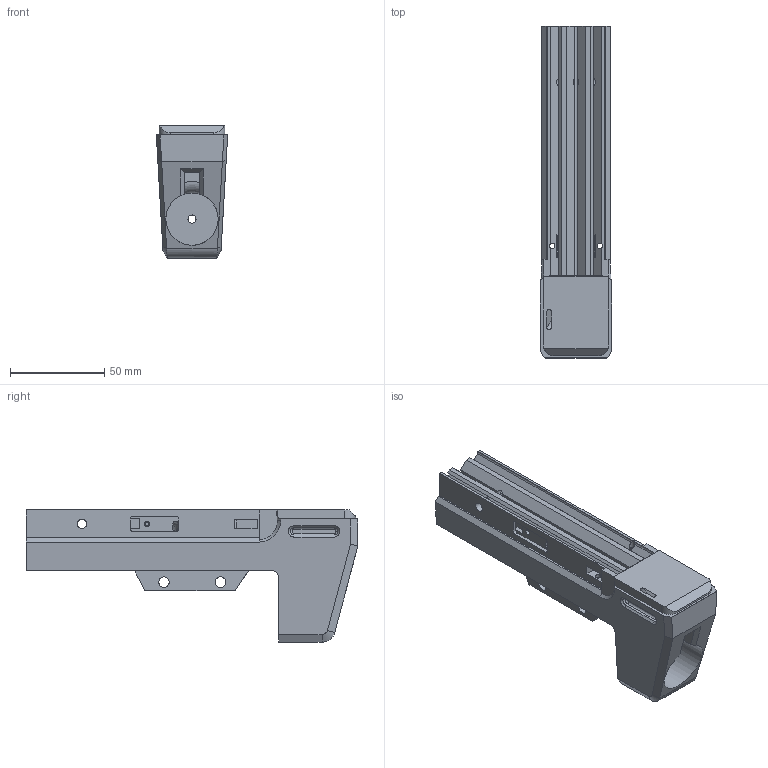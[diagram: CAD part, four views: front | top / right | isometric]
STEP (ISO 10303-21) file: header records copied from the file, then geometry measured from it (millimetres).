
FILE_DESCRIPTION(('HOOPS Exchange Step'),'2;1');
FILE_NAME('temp_export','2026-04-05T14:19:18-05:00',('mobile'),('Shapr3D Limited'),'HOOPS Exchange 2025.9','Shapr3D','Authorized');
FILE_SCHEMA( ('AP242_MANAGED_MODEL_BASED_3D_ENGINEERING_MIM_LF {1 0 10303 442 1 1 4}') );
Length unit declared in the file: millimetre
Products named in the file (4): Lower hand guard; DONE; HG bottom front.step; root
Assembly tree (3 placements, depth 4):
  root
    HG bottom front.step
      DONE
        Lower hand guard
Bounding box: 37.89 x 176.32 x 70.2 mm (x, y, z)
Volume: 176915.6 mm3; surface area: 51334.3 mm2
Topology: 1 solids, 1 shells, 228 faces, 651 edges, 427 vertices
Faces by surface type: plane 142, cylinder 51, bspline 23, torus 8, cone 4
Full cylindrical faces by diameter (mm): 2 x2, 3 x6, 4.3 x1, 4.9 x4, 5 x2, 5.6 x2, 7.3 x1, 9 x1, 27.8 x1
Entity records: 15221 total; most frequent: CARTESIAN_POINT 9289, ORIENTED_EDGE 1302, DIRECTION 1071, EDGE_CURVE 651, VERTEX_POINT 427, VECTOR 421, LINE 421, AXIS2_PLACEMENT_3D 325
